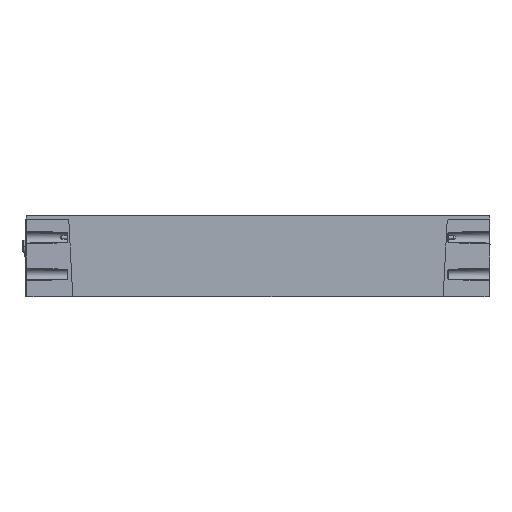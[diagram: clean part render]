
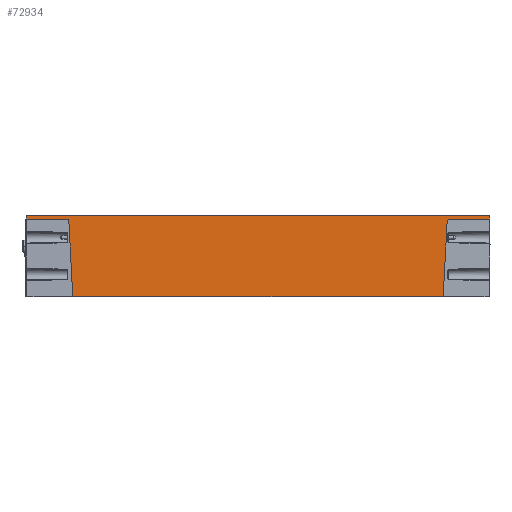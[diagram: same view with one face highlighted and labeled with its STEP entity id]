
A CAD part, front view. The second image highlights one B-rep face of the part: STEP entity #72934.
In plain terms, the highlighted planar face has unit normal (0, -1, 0.018).
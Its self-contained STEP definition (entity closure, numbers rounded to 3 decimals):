
#337 = ORIENTED_EDGE ( 'NONE', *, *, #165244, .T. ) ;
#978 = VERTEX_POINT ( 'NONE', #188959 ) ;
#5802 = LINE ( 'NONE', #138507, #57493 ) ;
#6384 = LINE ( 'NONE', #191244, #170907 ) ;
#7872 = EDGE_CURVE ( 'NONE', #137146, #94111, #6384, .T. ) ;
#8559 = CARTESIAN_POINT ( 'NONE',  ( 104., -29.767, 42. ) ) ;
#9658 = FACE_OUTER_BOUND ( 'NONE', #40154, .T. ) ;
#15224 = CARTESIAN_POINT ( 'NONE',  ( 103.081, -29.767, 42. ) ) ;
#19183 = CARTESIAN_POINT ( 'NONE',  ( 102.426, -29.792, 40.579 ) ) ;
#22632 = CARTESIAN_POINT ( 'NONE',  ( -125.08, -29.736, 43.754 ) ) ;
#23347 = EDGE_CURVE ( 'NONE', #94111, #103012, #211866, .T. ) ;
#24886 = LINE ( 'NONE', #8559, #96038 ) ;
#28116 = DIRECTION ( 'NONE',  ( 0., -1., 0.017 ) ) ;
#29957 = EDGE_CURVE ( 'NONE', #113296, #79631, #206549, .T. ) ;
#30743 = CARTESIAN_POINT ( 'NONE',  ( -99.739, -30.686, -10.674 ) ) ;
#34721 = CARTESIAN_POINT ( 'NONE',  ( 103.923, -29.767, 42. ) ) ;
#37347 = CARTESIAN_POINT ( 'NONE',  ( -102.426, -29.792, 40.579 ) ) ;
#37808 = CARTESIAN_POINT ( 'NONE',  ( -125.089, -29.736, 43.754 ) ) ;
#40154 = EDGE_LOOP ( 'NONE', ( #116027, #337, #209136, #209519, #128220, #162880, #101324, #213316, #195915, #42075 ) ) ;
#42075 = ORIENTED_EDGE ( 'NONE', *, *, #204757, .T. ) ;
#46723 = VERTEX_POINT ( 'NONE', #37347 ) ;
#48215 = CARTESIAN_POINT ( 'NONE',  ( -103.081, -29.767, 42. ) ) ;
#48584 = CARTESIAN_POINT ( 'NONE',  ( -125.15, -29.767, 42. ) ) ;
#48758 = EDGE_CURVE ( 'NONE', #46723, #137146, #113413, .T. ) ;
#57493 = VECTOR ( 'NONE', #104825, 1000. ) ;
#66993 = EDGE_CURVE ( 'NONE', #173829, #113296, #5802, .T. ) ;
#68867 = CARTESIAN_POINT ( 'NONE',  ( 100.299, -30.5, 0. ) ) ;
#70553 = DIRECTION ( 'NONE',  ( -1., 0., 0. ) ) ;
#72934 = ADVANCED_FACE ( 'NONE', ( #9658 ), #76012, .T. ) ;
#76012 = PLANE ( 'NONE',  #124380 ) ;
#79631 = VERTEX_POINT ( 'NONE', #135715 ) ;
#80862 = CARTESIAN_POINT ( 'NONE',  ( -102.426, -29.792, 40.579 ) ) ;
#84718 = LINE ( 'NONE', #22632, #170510 ) ;
#84791 = VECTOR ( 'NONE', #159721, 1000. ) ;
#93365 = CARTESIAN_POINT ( 'NONE',  ( 100.309, -30.497, 0.193 ) ) ;
#94111 = VERTEX_POINT ( 'NONE', #68867 ) ;
#94472 = DIRECTION ( 'NONE',  ( 0., -0.017, -1. ) ) ;
#95594 = CARTESIAN_POINT ( 'NONE',  ( 103.923, -29.767, 42. ) ) ;
#96038 = VECTOR ( 'NONE', #120645, 1000. ) ;
#97109 = DIRECTION ( 'NONE',  ( 0.052, -0.017, -0.998 ) ) ;
#100363 = CARTESIAN_POINT ( 'NONE',  ( -102.47, -29.777, 41.42 ) ) ;
#101324 = ORIENTED_EDGE ( 'NONE', *, *, #7872, .T. ) ;
#103012 = VERTEX_POINT ( 'NONE', #19183 ) ;
#104825 = DIRECTION ( 'NONE',  ( -0.035, -0.017, -0.999 ) ) ;
#105931 = EDGE_CURVE ( 'NONE', #103012, #166500, #183019, .T. ) ;
#113296 = VERTEX_POINT ( 'NONE', #48584 ) ;
#113413 = LINE ( 'NONE', #30743, #148381 ) ;
#114194 = CARTESIAN_POINT ( 'NONE',  ( 102.426, -29.792, 40.579 ) ) ;
#116027 = ORIENTED_EDGE ( 'NONE', *, *, #197425, .T. ) ;
#119681 = VECTOR ( 'NONE', #154422, 1000. ) ;
#120645 = DIRECTION ( 'NONE',  ( 1., 0., 0. ) ) ;
#124380 = AXIS2_PLACEMENT_3D ( 'NONE', #142363, #28116, #94472 ) ;
#126038 =( BOUNDED_CURVE ( )  B_SPLINE_CURVE ( 3, ( #210272, #48215, #100363, #80862 ),
 .UNSPECIFIED., .F., .F. ) 
 B_SPLINE_CURVE_WITH_KNOTS ( ( 4, 4 ),
 ( 0., 1.518 ),
 .UNSPECIFIED. ) 
 CURVE ( )  GEOMETRIC_REPRESENTATION_ITEM ( )  RATIONAL_B_SPLINE_CURVE ( ( 1., 0.817, 0.817, 1. ) ) 
 REPRESENTATION_ITEM ( '' )  );
#127061 = CARTESIAN_POINT ( 'NONE',  ( -100.299, -30.5, 0. ) ) ;
#128220 = ORIENTED_EDGE ( 'NONE', *, *, #154531, .T. ) ;
#134536 = DIRECTION ( 'NONE',  ( 0., 0.017, 1. ) ) ;
#135715 = CARTESIAN_POINT ( 'NONE',  ( -103.923, -29.767, 42. ) ) ;
#137146 = VERTEX_POINT ( 'NONE', #127061 ) ;
#138507 = CARTESIAN_POINT ( 'NONE',  ( -125.151, -29.767, 41.983 ) ) ;
#140151 = DIRECTION ( 'NONE',  ( 1., 0., 0. ) ) ;
#142363 = CARTESIAN_POINT ( 'NONE',  ( 104., -30.5, 0. ) ) ;
#148381 = VECTOR ( 'NONE', #97109, 1000. ) ;
#151932 = LINE ( 'NONE', #184547, #157231 ) ;
#154422 = DIRECTION ( 'NONE',  ( 1., 0., 0. ) ) ;
#154531 = EDGE_CURVE ( 'NONE', #79631, #46723, #126038, .T. ) ;
#157231 = VECTOR ( 'NONE', #134536, 1000. ) ;
#157626 = CARTESIAN_POINT ( 'NONE',  ( 104., -29.767, 42. ) ) ;
#159721 = DIRECTION ( 'NONE',  ( 0.052, 0.017, 0.998 ) ) ;
#162880 = ORIENTED_EDGE ( 'NONE', *, *, #48758, .T. ) ;
#165244 = EDGE_CURVE ( 'NONE', #978, #173829, #84718, .T. ) ;
#166500 = VERTEX_POINT ( 'NONE', #95594 ) ;
#169263 = VERTEX_POINT ( 'NONE', #193057 ) ;
#170510 = VECTOR ( 'NONE', #70553, 1000. ) ;
#170907 = VECTOR ( 'NONE', #140151, 1000. ) ;
#173829 = VERTEX_POINT ( 'NONE', #37808 ) ;
#183019 =( BOUNDED_CURVE ( )  B_SPLINE_CURVE ( 3, ( #114194, #195787, #15224, #34721 ),
 .UNSPECIFIED., .F., .T. ) 
 B_SPLINE_CURVE_WITH_KNOTS ( ( 4, 4 ),
 ( 4.765, 6.283 ),
 .UNSPECIFIED. ) 
 CURVE ( )  GEOMETRIC_REPRESENTATION_ITEM ( )  RATIONAL_B_SPLINE_CURVE ( ( 1., 0.817, 0.817, 1. ) ) 
 REPRESENTATION_ITEM ( '' )  );
#184547 = CARTESIAN_POINT ( 'NONE',  ( 125.15, -30.5, 0. ) ) ;
#188959 = CARTESIAN_POINT ( 'NONE',  ( 125.15, -29.736, 43.754 ) ) ;
#191244 = CARTESIAN_POINT ( 'NONE',  ( 104., -30.5, 0. ) ) ;
#193057 = CARTESIAN_POINT ( 'NONE',  ( 125.15, -29.767, 42. ) ) ;
#195787 = CARTESIAN_POINT ( 'NONE',  ( 102.47, -29.777, 41.42 ) ) ;
#195915 = ORIENTED_EDGE ( 'NONE', *, *, #105931, .T. ) ;
#197425 = EDGE_CURVE ( 'NONE', #169263, #978, #151932, .T. ) ;
#204757 = EDGE_CURVE ( 'NONE', #166500, #169263, #24886, .T. ) ;
#206549 = LINE ( 'NONE', #157626, #119681 ) ;
#209136 = ORIENTED_EDGE ( 'NONE', *, *, #66993, .T. ) ;
#209519 = ORIENTED_EDGE ( 'NONE', *, *, #29957, .T. ) ;
#210272 = CARTESIAN_POINT ( 'NONE',  ( -103.923, -29.767, 42. ) ) ;
#211866 = LINE ( 'NONE', #93365, #84791 ) ;
#213316 = ORIENTED_EDGE ( 'NONE', *, *, #23347, .T. ) ;
